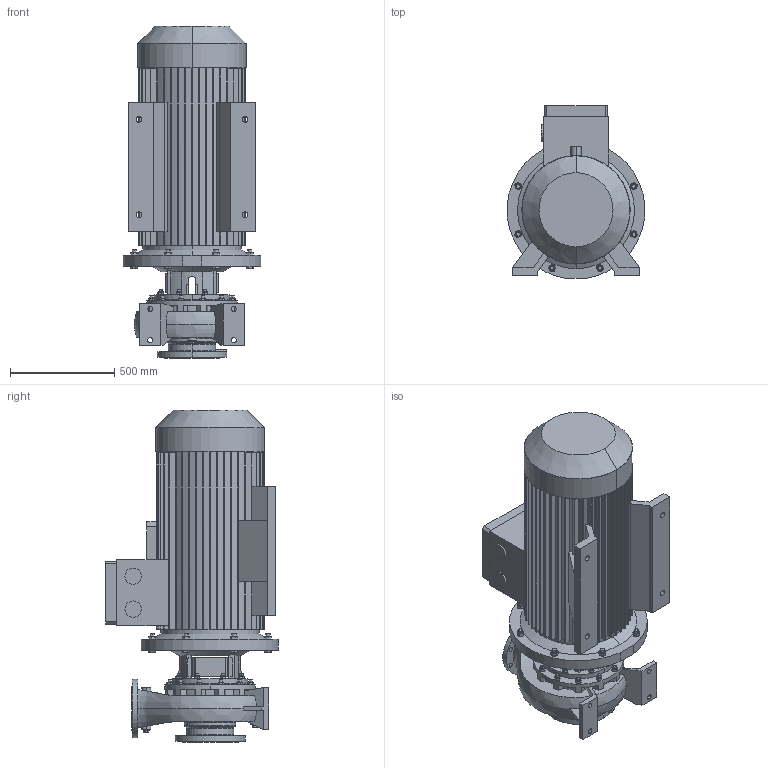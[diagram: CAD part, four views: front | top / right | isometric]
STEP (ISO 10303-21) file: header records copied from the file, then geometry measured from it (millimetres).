
FILE_DESCRIPTION (( 'STEP AP214' ), '1' );
FILE_NAME ('ﾌﾓ-311-200-ﾌ3-311-228-02-26.step', '2025-04-07T08:20:13', ( 'adb' ), ( '' ), 'SwSTEP 2.0', 'SolidWorks 2016', '' );
FILE_SCHEMA (( 'AUTOMOTIVE_DESIGN' ));
Length unit declared in the file: millimetre
Products named in the file (1): ﾌﾓ-311-200-ﾌ3-311-228-02-26
Bounding box: 658.5 x 827 x 1589 mm (x, y, z)
Volume: 283428020.6 mm3; surface area: 8104064.2 mm2
Topology: 7 solids, 28 shells, 1471 faces, 3813 edges, 2489 vertices
Faces by surface type: plane 795, cylinder 492, cone 149, bspline 28, torus 7
Entity records: 73864 total; most frequent: CARTESIAN_POINT 21610, ORIENTED_EDGE 7622, DIRECTION 7278, EDGE_CURVE 3811, AXIS2_PLACEMENT_3D 2694, VERTEX_POINT 2489, LINE 1890, VECTOR 1890
